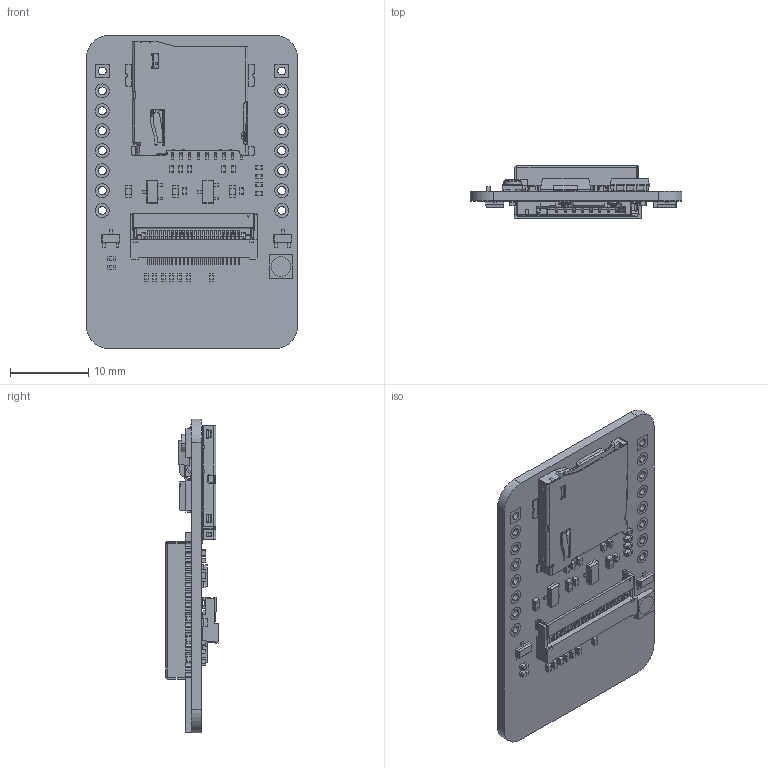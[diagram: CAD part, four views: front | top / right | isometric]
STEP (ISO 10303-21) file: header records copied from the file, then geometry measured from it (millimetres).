
FILE_DESCRIPTION (( 'STEP AP214' ), '1' );
FILE_NAME ('ESP32-CAM.STEP', '2023-11-14T19:29:12', ( '' ), ( '' ), 'SwSTEP 2.0', 'SolidWorks 2021', '' );
FILE_SCHEMA (( 'AUTOMOTIVE_DESIGN' ));
Length unit declared in the file: millimetre
Products named in the file (1): ESP32-CAM
Bounding box: 27 x 6.65 x 40 mm (x, y, z)
Volume: 2157.3 mm3; surface area: 7123.3 mm2
Topology: 256 solids, 256 shells, 5181 faces, 13772 edges, 9107 vertices
Faces by surface type: plane 3965, cylinder 1171, cone 24, torus 19, bspline 2
Entity records: 167404 total; most frequent: CARTESIAN_POINT 33186, ORIENTED_EDGE 27544, DIRECTION 26532, EDGE_CURVE 13772, LINE 11304, VECTOR 11304, VERTEX_POINT 9107, AXIS2_PLACEMENT_3D 7614
